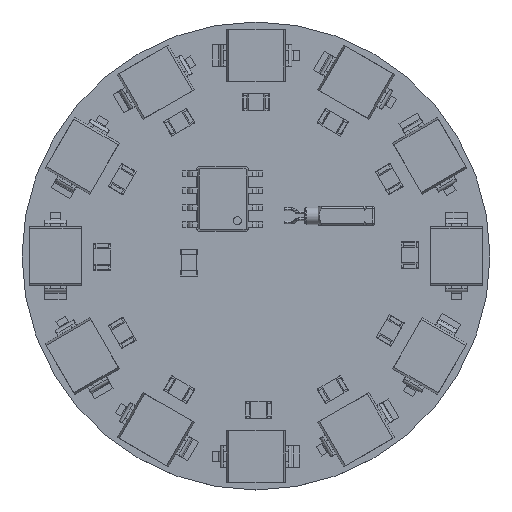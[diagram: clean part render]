
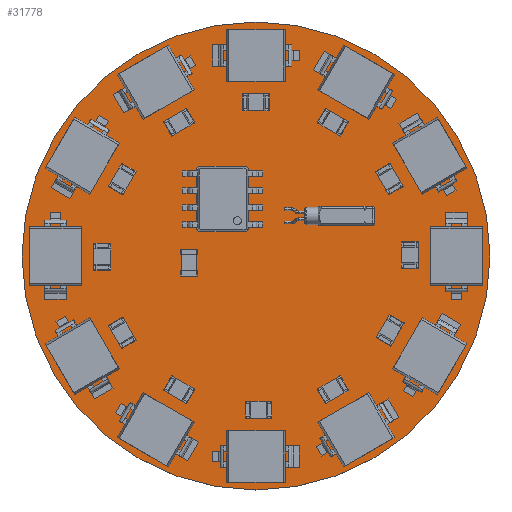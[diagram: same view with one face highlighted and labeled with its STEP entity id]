
A CAD part, top view. The second image highlights one B-rep face of the part: STEP entity #31778.
In plain terms, the highlighted planar face has unit normal (0, 0, 1).
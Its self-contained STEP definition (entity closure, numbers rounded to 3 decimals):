
#31743 = VERTEX_POINT('',#31744);
#31744 = CARTESIAN_POINT('',(167.5,-100.,0.71));
#31750 = EDGE_CURVE('',#31743,#31743,#31751,.T.);
#31751 = CIRCLE('',#31752,17.5);
#31752 = AXIS2_PLACEMENT_3D('',#31753,#31754,#31755);
#31753 = CARTESIAN_POINT('',(150.,-100.,0.71));
#31754 = DIRECTION('',(0.,0.,1.));
#31755 = DIRECTION('',(1.,0.,-0.));
#31778 = ADVANCED_FACE('',(#31779),#31782,.T.);
#31779 = FACE_BOUND('',#31780,.T.);
#31780 = EDGE_LOOP('',(#31781));
#31781 = ORIENTED_EDGE('',*,*,#31750,.T.);
#31782 = PLANE('',#31783);
#31783 = AXIS2_PLACEMENT_3D('',#31784,#31785,#31786);
#31784 = CARTESIAN_POINT('',(0.,0.,0.71));
#31785 = DIRECTION('',(0.,0.,1.));
#31786 = DIRECTION('',(1.,0.,-0.));
